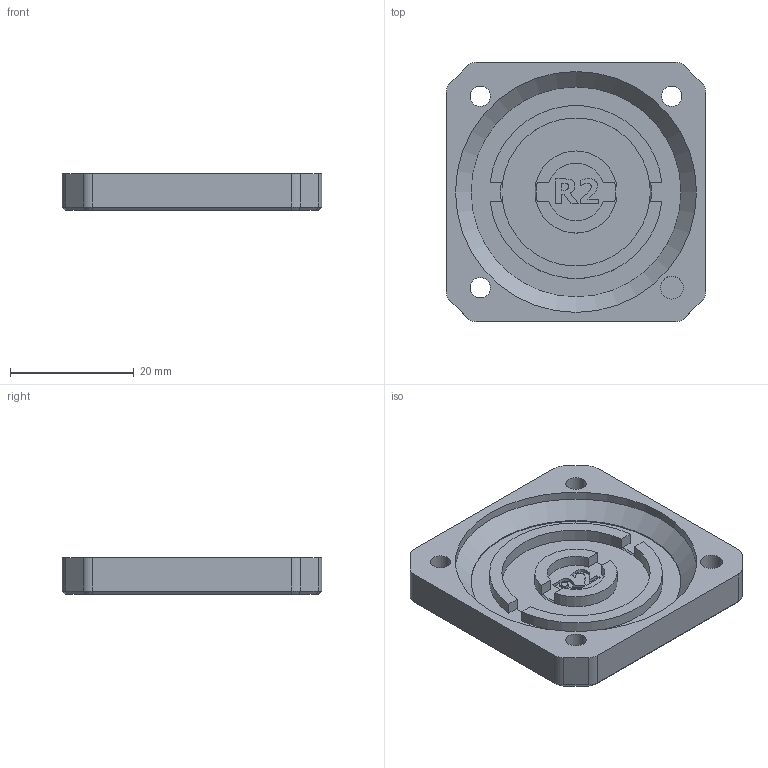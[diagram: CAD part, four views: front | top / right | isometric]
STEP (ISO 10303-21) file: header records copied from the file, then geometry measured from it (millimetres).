
FILE_DESCRIPTION(/* description */ (''),/* implementation_level */ '2;1');
FILE_NAME(/* name */ 'pg-front-case-R2.stp',/* time_stamp */ '2023-07-10T12:57:46+02:00',/* author */ ('Eliáš Knor'),/* organization */ (''),/* preprocessor_version */ 'ST-DEVELOPER v19',/* originating_system */ 'Autodesk Inventor 2023',/* authorisation */ '');
FILE_SCHEMA (('AUTOMOTIVE_DESIGN { 1 0 10303 214 3 1 1 }'));
Length unit declared in the file: millimetre
Products named in the file (1): pg-front-case-E5
Bounding box: 42 x 42 x 5.95 mm (x, y, z)
Volume: 5835.2 mm3; surface area: 5365.1 mm2
Topology: 1 solids, 1 shells, 147 faces, 373 edges, 235 vertices
Faces by surface type: plane 90, cylinder 25, cone 16, bspline 16
Full cylindrical faces by diameter (mm): 3.3 x3, 3.7 x1, 6 x3, 34 x1, 39 x1
Entity records: 4528 total; most frequent: CARTESIAN_POINT 972, ORIENTED_EDGE 746, DIRECTION 694, EDGE_CURVE 373, LINE 244, VECTOR 244, VERTEX_POINT 235, AXIS2_PLACEMENT_3D 225
